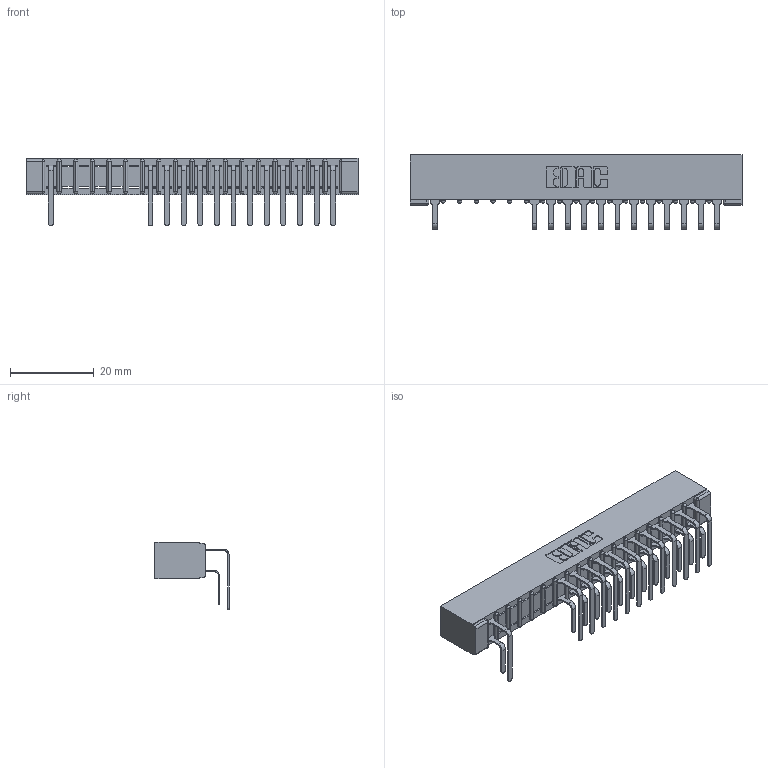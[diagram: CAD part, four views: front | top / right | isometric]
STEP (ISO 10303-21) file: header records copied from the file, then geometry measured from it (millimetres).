
FILE_DESCRIPTION (( 'STEP AP203' ), '1' );
FILE_NAME ('357-018-559-101.STEP', '2018-08-08T04:44:56', ( '' ), ( '' ), 'SwSTEP 2.0', 'SolidWorks 2016', '' );
FILE_SCHEMA (( 'CONFIG_CONTROL_DESIGN' ));
Length unit declared in the file: inch
Products named in the file (4): 307 Part_No Mounting Lugs; 357-018-559-101; 307-290-001_558 559 - 1 (Single); 307-290-001_559 - 2 (Single)
Assembly tree (27 placements, depth 2):
  357-018-559-101
    307 Part_No Mounting Lugs
    307-290-001_558 559 - 1 (Single)  x13
    307-290-001_559 - 2 (Single)  x13
Bounding box: 79.2 x 17.69 x 16.08 mm (x, y, z)
Volume: 5399.7 mm3; surface area: 9683.5 mm2
Topology: 27 solids, 27 shells, 1529 faces, 4311 edges, 2786 vertices
Faces by surface type: plane 984, cylinder 507, sphere 38
Entity records: 19815 total; most frequent: CARTESIAN_POINT 3290, ORIENTED_EDGE 3266, DIRECTION 3221, EDGE_CURVE 1633, LINE 1243, VECTOR 1243, VERTEX_POINT 1058, AXIS2_PLACEMENT_3D 989
